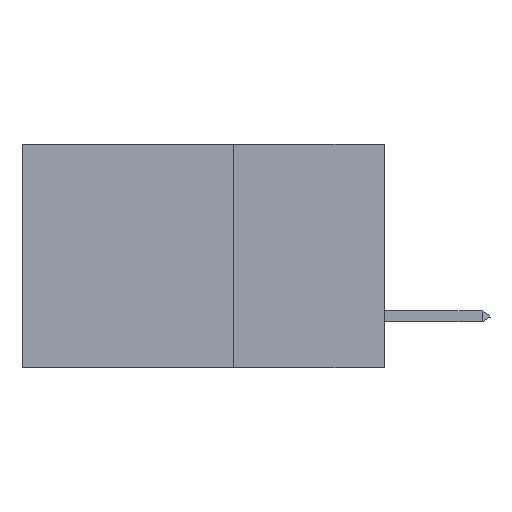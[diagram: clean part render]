
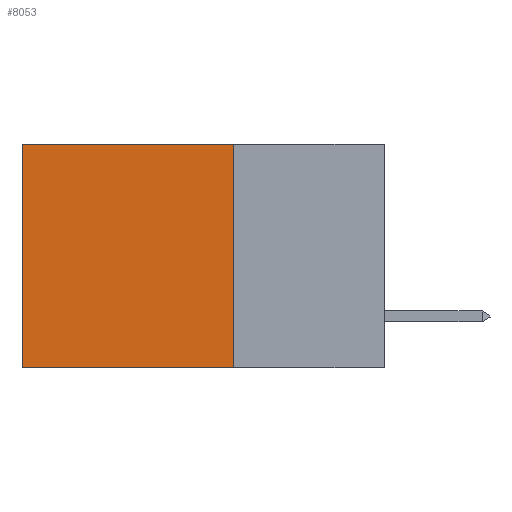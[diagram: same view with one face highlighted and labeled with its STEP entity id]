
A CAD part, left-side view. The second image highlights one B-rep face of the part: STEP entity #8053.
In plain terms, the highlighted planar face has unit normal (-1, 0, 0).
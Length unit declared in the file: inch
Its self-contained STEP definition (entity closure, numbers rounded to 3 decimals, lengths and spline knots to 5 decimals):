
#448 = VERTEX_POINT ( 'NONE', #7232 ) ;
#453 = VECTOR ( 'NONE', #3996, 39.37008 ) ;
#613 = LINE ( 'NONE', #9737, #1938 ) ;
#683 = ORIENTED_EDGE ( 'NONE', *, *, #4797, .F. ) ;
#816 = VERTEX_POINT ( 'NONE', #9631 ) ;
#927 = AXIS2_PLACEMENT_3D ( 'NONE', #2064, #1323, #2859 ) ;
#1011 = FACE_OUTER_BOUND ( 'NONE', #8638, .T. ) ;
#1149 = EDGE_CURVE ( 'NONE', #8280, #448, #613, .T. ) ;
#1323 = DIRECTION ( 'NONE',  ( 1., 0., 0. ) ) ;
#1818 = DIRECTION ( 'NONE',  ( 0., 0., -1. ) ) ;
#1938 = VECTOR ( 'NONE', #9770, 39.37008 ) ;
#2064 = CARTESIAN_POINT ( 'NONE',  ( 0.2875, 0.25, 0. ) ) ;
#2859 = DIRECTION ( 'NONE',  ( 0., 0., -1. ) ) ;
#3197 = DIRECTION ( 'NONE',  ( 0., 0., -1. ) ) ;
#3937 = ORIENTED_EDGE ( 'NONE', *, *, #1149, .F. ) ;
#3959 = EDGE_CURVE ( 'NONE', #5771, #816, #8160, .T. ) ;
#3996 = DIRECTION ( 'NONE',  ( 0., 1., 0. ) ) ;
#4728 = VECTOR ( 'NONE', #3197, 39.37008 ) ;
#4797 = EDGE_CURVE ( 'NONE', #5771, #8280, #7917, .T. ) ;
#5443 = EDGE_CURVE ( 'NONE', #816, #448, #6807, .T. ) ;
#5771 = VERTEX_POINT ( 'NONE', #9117 ) ;
#6807 = LINE ( 'NONE', #8533, #4728 ) ;
#6946 = CARTESIAN_POINT ( 'NONE',  ( 0.2875, 0.25, 0. ) ) ;
#7232 = CARTESIAN_POINT ( 'NONE',  ( 0.2875, 0.6, -0.37 ) ) ;
#7340 = ORIENTED_EDGE ( 'NONE', *, *, #3959, .T. ) ;
#7840 = CARTESIAN_POINT ( 'NONE',  ( 0.2875, 0.25, -0.37 ) ) ;
#7917 = LINE ( 'NONE', #9617, #9786 ) ;
#8053 = ADVANCED_FACE ( 'NONE', ( #1011 ), #9793, .F. ) ;
#8160 = LINE ( 'NONE', #6946, #453 ) ;
#8280 = VERTEX_POINT ( 'NONE', #7840 ) ;
#8434 = ORIENTED_EDGE ( 'NONE', *, *, #5443, .T. ) ;
#8533 = CARTESIAN_POINT ( 'NONE',  ( 0.2875, 0.6, 0. ) ) ;
#8638 = EDGE_LOOP ( 'NONE', ( #8434, #3937, #683, #7340 ) ) ;
#9117 = CARTESIAN_POINT ( 'NONE',  ( 0.2875, 0.25, 0. ) ) ;
#9617 = CARTESIAN_POINT ( 'NONE',  ( 0.2875, 0.25, 0. ) ) ;
#9631 = CARTESIAN_POINT ( 'NONE',  ( 0.2875, 0.6, 0. ) ) ;
#9737 = CARTESIAN_POINT ( 'NONE',  ( 0.2875, 0.25, -0.37 ) ) ;
#9770 = DIRECTION ( 'NONE',  ( 0., 1., 0. ) ) ;
#9786 = VECTOR ( 'NONE', #1818, 39.37008 ) ;
#9793 = PLANE ( 'NONE',  #927 ) ;
